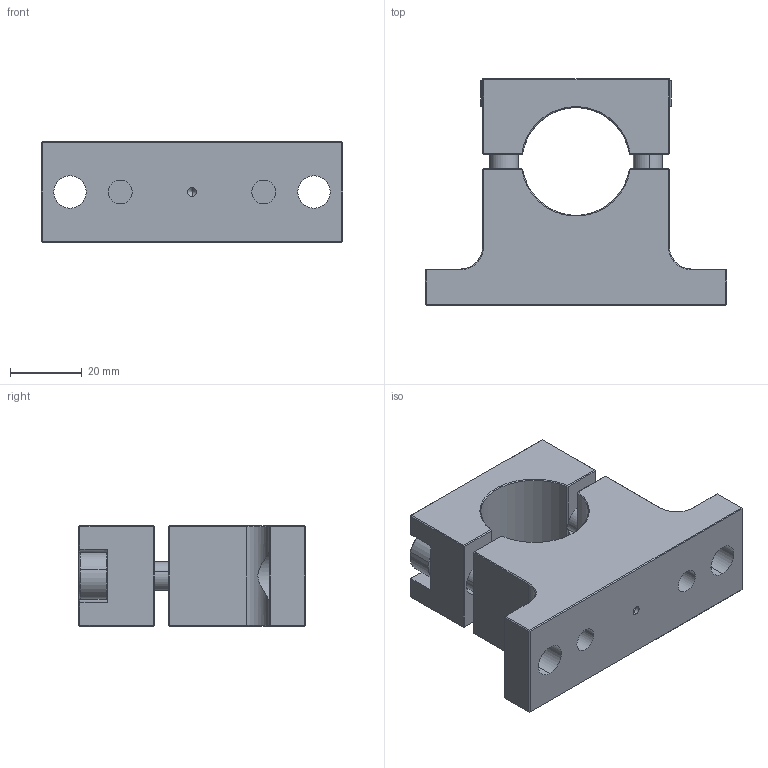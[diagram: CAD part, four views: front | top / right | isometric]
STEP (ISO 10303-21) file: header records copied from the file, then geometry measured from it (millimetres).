
FILE_DESCRIPTION (( 'STEP AP214' ), '1' );
FILE_NAME ('TMSS-30M.step', '2017-08-09T17:55:18', ( '' ), ( '' ), 'SwSTEP 2.0', 'SolidWorks 2017', '' );
FILE_SCHEMA (( 'AUTOMOTIVE_DESIGN' ));
Length unit declared in the file: inch
Products named in the file (1): TMSS-30M
Bounding box: 84 x 63 x 28 mm (x, y, z)
Volume: 75131.8 mm3; surface area: 22368.5 mm2
Topology: 4 solids, 4 shells, 175 faces, 381 edges, 215 vertices
Faces by surface type: plane 120, cylinder 31, cone 24
Entity records: 7959 total; most frequent: CARTESIAN_POINT 1853, DIRECTION 763, ORIENTED_EDGE 758, EDGE_CURVE 379, LINE 277, VECTOR 277, AXIS2_PLACEMENT_3D 243, VERTEX_POINT 215
